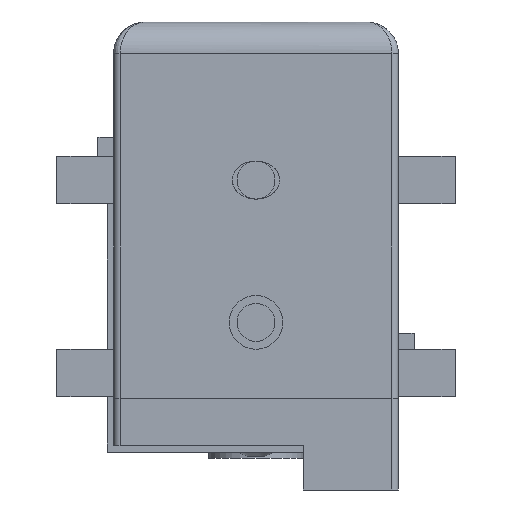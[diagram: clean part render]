
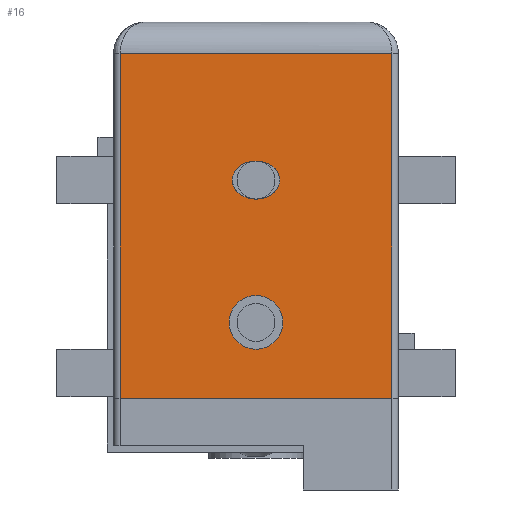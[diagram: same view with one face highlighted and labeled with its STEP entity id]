
A CAD part, front view. The second image highlights one B-rep face of the part: STEP entity #16.
In plain terms, the highlighted planar face has unit normal (0, -1, 0).
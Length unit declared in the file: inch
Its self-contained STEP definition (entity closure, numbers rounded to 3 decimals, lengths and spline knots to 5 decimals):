
#16 = ADVANCED_FACE ( 'NONE', ( #3891, #1355, #5185 ), #3939, .T. ) ;
#26 = VECTOR ( 'NONE', #2799, 39.37008 ) ;
#102 = VECTOR ( 'NONE', #4624, 39.37008 ) ;
#253 = CARTESIAN_POINT ( 'NONE',  ( -0.17717, 0., -0.4685 ) ) ;
#284 = CARTESIAN_POINT ( 'NONE',  ( -0.02953, 0., -0.19685 ) ) ;
#308 = CARTESIAN_POINT ( 'NONE',  ( 0.02953, 0., -0.19685 ) ) ;
#640 = VERTEX_POINT ( 'NONE', #1431 ) ;
#771 = VERTEX_POINT ( 'NONE', #4394 ) ;
#785 = CARTESIAN_POINT ( 'NONE',  ( -0.02953, 0., -0.19685 ) ) ;
#816 = CARTESIAN_POINT ( 'NONE',  ( 0.16929, 0., -0.03937 ) ) ;
#819 = LINE ( 'NONE', #5803, #3226 ) ;
#832 = EDGE_CURVE ( 'NONE', #836, #3211, #4790, .T. ) ;
#836 = VERTEX_POINT ( 'NONE', #3468 ) ;
#1022 = DIRECTION ( 'NONE',  ( 0., 0., 1. ) ) ;
#1224 = CARTESIAN_POINT ( 'NONE',  ( 0.02953, 0., -0.24409 ) ) ;
#1233 = ORIENTED_EDGE ( 'NONE', *, *, #4279, .T. ) ;
#1310 = LINE ( 'NONE', #4714, #26 ) ;
#1355 = FACE_OUTER_BOUND ( 'NONE', #2325, .T. ) ;
#1360 = CIRCLE ( 'NONE', #4073, 0.03346 ) ;
#1431 = CARTESIAN_POINT ( 'NONE',  ( 0.16929, 0., -0.4685 ) ) ;
#1629 = DIRECTION ( 'NONE',  ( 0., 1., 0. ) ) ;
#1647 = AXIS2_PLACEMENT_3D ( 'NONE', #1860, #5216, #2334 ) ;
#1756 = CARTESIAN_POINT ( 'NONE',  ( -0.16929, 0., -0.4685 ) ) ;
#1788 = CARTESIAN_POINT ( 'NONE',  ( -0.17717, 0., -0.03937 ) ) ;
#1801 = CARTESIAN_POINT ( 'NONE',  ( 0.02953, 0., -0.19685 ) ) ;
#1860 = CARTESIAN_POINT ( 'NONE',  ( 0., 0., -0.37402 ) ) ;
#1926 = ORIENTED_EDGE ( 'NONE', *, *, #5614, .T. ) ;
#1952 = EDGE_CURVE ( 'NONE', #4067, #5939, #3809, .T. ) ;
#2050 =( BOUNDED_CURVE ( )  B_SPLINE_CURVE ( 3, ( #3890, #5361, #5842, #2971 ),
 .UNSPECIFIED., .F., .F. ) 
 B_SPLINE_CURVE_WITH_KNOTS ( ( 4, 4 ),
 ( 0., 0.00212 ),
 .UNSPECIFIED. ) 
 CURVE ( )  GEOMETRIC_REPRESENTATION_ITEM ( )  RATIONAL_B_SPLINE_CURVE ( ( 1., 0.333, 0.333, 1. ) ) 
 REPRESENTATION_ITEM ( '' )  );
#2291 = DIRECTION ( 'NONE',  ( 0., -1., 0. ) ) ;
#2325 = EDGE_LOOP ( 'NONE', ( #1233, #2694, #1926, #3063 ) ) ;
#2334 = DIRECTION ( 'NONE',  ( 0., 0., 1. ) ) ;
#2437 = ORIENTED_EDGE ( 'NONE', *, *, #832, .T. ) ;
#2532 = EDGE_CURVE ( 'NONE', #3353, #771, #5061, .T. ) ;
#2616 = CARTESIAN_POINT ( 'NONE',  ( -0.16929, 0., -0.03937 ) ) ;
#2694 = ORIENTED_EDGE ( 'NONE', *, *, #2532, .T. ) ;
#2799 = DIRECTION ( 'NONE',  ( 1., 0., 0. ) ) ;
#2909 = AXIS2_PLACEMENT_3D ( 'NONE', #253, #2291, #5638 ) ;
#2955 = EDGE_CURVE ( 'NONE', #3211, #836, #1360, .T. ) ;
#2971 = CARTESIAN_POINT ( 'NONE',  ( 0.02953, 0., -0.19685 ) ) ;
#3063 = ORIENTED_EDGE ( 'NONE', *, *, #3695, .T. ) ;
#3211 = VERTEX_POINT ( 'NONE', #5635 ) ;
#3226 = VECTOR ( 'NONE', #1022, 39.37008 ) ;
#3353 = VERTEX_POINT ( 'NONE', #2616 ) ;
#3468 = CARTESIAN_POINT ( 'NONE',  ( 0., 0., -0.40748 ) ) ;
#3529 = ORIENTED_EDGE ( 'NONE', *, *, #1952, .T. ) ;
#3552 = EDGE_LOOP ( 'NONE', ( #4096, #2437 ) ) ;
#3645 = CARTESIAN_POINT ( 'NONE',  ( -0.02953, 0., -0.24409 ) ) ;
#3695 = EDGE_CURVE ( 'NONE', #640, #6062, #819, .T. ) ;
#3809 =( BOUNDED_CURVE ( )  B_SPLINE_CURVE ( 3, ( #308, #1224, #3645, #785 ),
 .UNSPECIFIED., .F., .F. ) 
 B_SPLINE_CURVE_WITH_KNOTS ( ( 4, 4 ),
 ( 0., 0.00212 ),
 .UNSPECIFIED. ) 
 CURVE ( )  GEOMETRIC_REPRESENTATION_ITEM ( )  RATIONAL_B_SPLINE_CURVE ( ( 1., 0.333, 0.333, 1. ) ) 
 REPRESENTATION_ITEM ( '' )  );
#3855 = ORIENTED_EDGE ( 'NONE', *, *, #5180, .T. ) ;
#3890 = CARTESIAN_POINT ( 'NONE',  ( -0.02953, 0., -0.19685 ) ) ;
#3891 = FACE_BOUND ( 'NONE', #3552, .T. ) ;
#3939 = PLANE ( 'NONE',  #2909 ) ;
#4067 = VERTEX_POINT ( 'NONE', #1801 ) ;
#4073 = AXIS2_PLACEMENT_3D ( 'NONE', #4504, #1629, #4977 ) ;
#4096 = ORIENTED_EDGE ( 'NONE', *, *, #2955, .T. ) ;
#4179 = DIRECTION ( 'NONE',  ( -1., 0., 0. ) ) ;
#4279 = EDGE_CURVE ( 'NONE', #6062, #3353, #4841, .T. ) ;
#4394 = CARTESIAN_POINT ( 'NONE',  ( -0.16929, 0., -0.4685 ) ) ;
#4504 = CARTESIAN_POINT ( 'NONE',  ( 0., 0., -0.37402 ) ) ;
#4624 = DIRECTION ( 'NONE',  ( 0., 0., -1. ) ) ;
#4714 = CARTESIAN_POINT ( 'NONE',  ( -0.17717, 0., -0.4685 ) ) ;
#4790 = CIRCLE ( 'NONE', #1647, 0.03346 ) ;
#4841 = LINE ( 'NONE', #1788, #6150 ) ;
#4977 = DIRECTION ( 'NONE',  ( 0., 0., 1. ) ) ;
#5061 = LINE ( 'NONE', #1756, #102 ) ;
#5180 = EDGE_CURVE ( 'NONE', #5939, #4067, #2050, .T. ) ;
#5185 = FACE_BOUND ( 'NONE', #5581, .T. ) ;
#5216 = DIRECTION ( 'NONE',  ( 0., 1., 0. ) ) ;
#5361 = CARTESIAN_POINT ( 'NONE',  ( -0.02953, 0., -0.14961 ) ) ;
#5581 = EDGE_LOOP ( 'NONE', ( #3855, #3529 ) ) ;
#5614 = EDGE_CURVE ( 'NONE', #771, #640, #1310, .T. ) ;
#5635 = CARTESIAN_POINT ( 'NONE',  ( 0., 0., -0.34055 ) ) ;
#5638 = DIRECTION ( 'NONE',  ( 0., 0., -1. ) ) ;
#5803 = CARTESIAN_POINT ( 'NONE',  ( 0.16929, 0., -0.4685 ) ) ;
#5842 = CARTESIAN_POINT ( 'NONE',  ( 0.02953, 0., -0.14961 ) ) ;
#5939 = VERTEX_POINT ( 'NONE', #284 ) ;
#6062 = VERTEX_POINT ( 'NONE', #816 ) ;
#6150 = VECTOR ( 'NONE', #4179, 39.37008 ) ;
